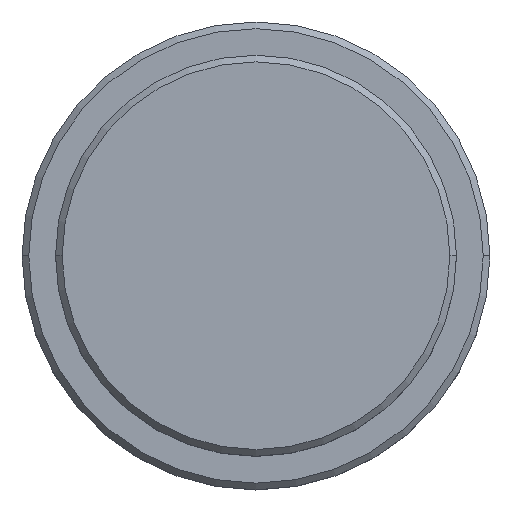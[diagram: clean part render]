
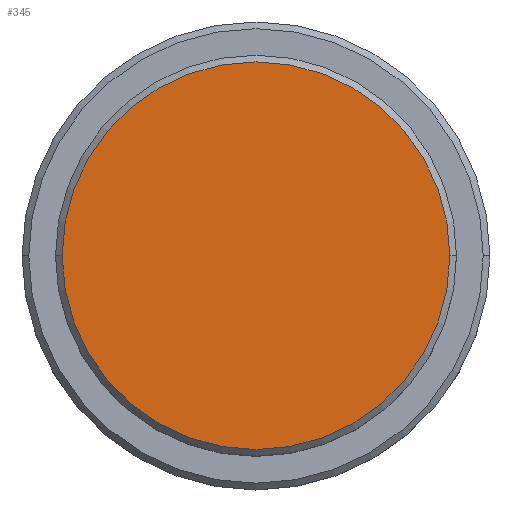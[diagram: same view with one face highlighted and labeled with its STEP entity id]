
A CAD part, top view. The second image highlights one B-rep face of the part: STEP entity #345.
In plain terms, the highlighted planar face has unit normal (0, 0, 1).
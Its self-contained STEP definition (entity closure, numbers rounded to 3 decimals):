
#3 = AXIS2_PLACEMENT_3D ( 'NONE', #475, #1258, #358 ) ;
#60 = CIRCLE ( 'NONE', #1232, 14.5 ) ;
#81 = EDGE_CURVE ( 'NONE', #98, #801, #60, .T. ) ;
#98 = VERTEX_POINT ( 'NONE', #511 ) ;
#147 = EDGE_CURVE ( 'NONE', #801, #98, #1014, .T. ) ;
#345 = ADVANCED_FACE ( 'NONE', ( #462 ), #713, .T. ) ;
#358 = DIRECTION ( 'NONE',  ( 1., 0., 0. ) ) ;
#462 = FACE_OUTER_BOUND ( 'NONE', #1151, .T. ) ;
#475 = CARTESIAN_POINT ( 'NONE',  ( 0., 0., 0. ) ) ;
#511 = CARTESIAN_POINT ( 'NONE',  ( 14.5, 0., 0. ) ) ;
#600 = ORIENTED_EDGE ( 'NONE', *, *, #81, .T. ) ;
#678 = CARTESIAN_POINT ( 'NONE',  ( -14.5, 0., 0. ) ) ;
#713 = PLANE ( 'NONE',  #3 ) ;
#734 = DIRECTION ( 'NONE',  ( 1., 0., 0. ) ) ;
#801 = VERTEX_POINT ( 'NONE', #678 ) ;
#884 = ORIENTED_EDGE ( 'NONE', *, *, #147, .T. ) ;
#963 = DIRECTION ( 'NONE',  ( 1., 0., 0. ) ) ;
#1014 = CIRCLE ( 'NONE', #1079, 14.5 ) ;
#1063 = CARTESIAN_POINT ( 'NONE',  ( 0., 0., 0. ) ) ;
#1079 = AXIS2_PLACEMENT_3D ( 'NONE', #1380, #1173, #963 ) ;
#1151 = EDGE_LOOP ( 'NONE', ( #884, #600 ) ) ;
#1173 = DIRECTION ( 'NONE',  ( 0., 0., 1. ) ) ;
#1232 = AXIS2_PLACEMENT_3D ( 'NONE', #1063, #1266, #734 ) ;
#1258 = DIRECTION ( 'NONE',  ( 0., 0., 1. ) ) ;
#1266 = DIRECTION ( 'NONE',  ( 0., 0., 1. ) ) ;
#1380 = CARTESIAN_POINT ( 'NONE',  ( 0., 0., 0. ) ) ;
